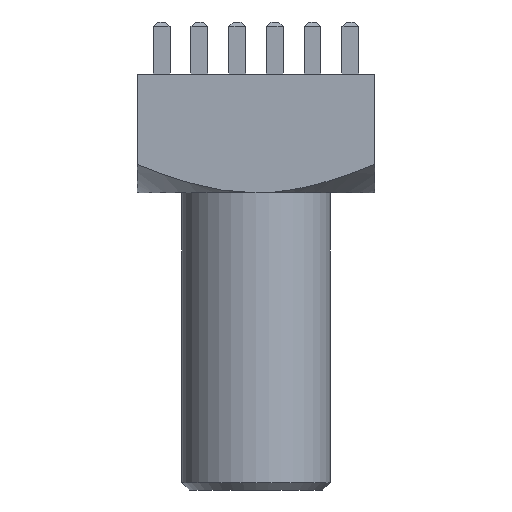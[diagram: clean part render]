
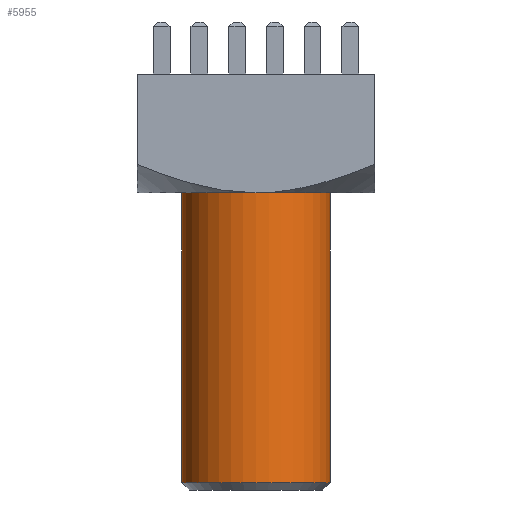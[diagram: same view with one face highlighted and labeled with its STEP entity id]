
A CAD part, front view. The second image highlights one B-rep face of the part: STEP entity #5955.
In plain terms, the highlighted cylindrical face has radius 5 mm (diameter 10 mm), a partial arc.
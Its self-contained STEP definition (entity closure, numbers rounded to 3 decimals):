
#435 = VECTOR ( 'NONE', #3762, 1000. ) ;
#436 = VECTOR ( 'NONE', #3756, 1000. ) ;
#872 = CIRCLE ( 'NONE', #874, 5. ) ;
#874 = AXIS2_PLACEMENT_3D ( 'NONE', #8433, #8434, #8435 ) ;
#1259 = ORIENTED_EDGE ( 'NONE', *, *, #2566, .T. ) ;
#1260 = ORIENTED_EDGE ( 'NONE', *, *, #4748, .T. ) ;
#1261 = ORIENTED_EDGE ( 'NONE', *, *, #2738, .T. ) ;
#1262 = ORIENTED_EDGE ( 'NONE', *, *, #4750, .F. ) ;
#1429 = EDGE_LOOP ( 'NONE', ( #1262, #1261, #1260, #1259 ) ) ;
#2317 = CARTESIAN_POINT ( 'NONE',  ( 5., 0., 0. ) ) ;
#2320 = CARTESIAN_POINT ( 'NONE',  ( -5., 0., 0. ) ) ;
#2321 = CARTESIAN_POINT ( 'NONE',  ( 5., 0., -19.5 ) ) ;
#2325 = CARTESIAN_POINT ( 'NONE',  ( -5., 0., -19.5 ) ) ;
#2566 = EDGE_CURVE ( 'NONE', #4500, #4502, #9017, .T. ) ;
#2738 = EDGE_CURVE ( 'NONE', #4506, #4503, #872, .T. ) ;
#3740 = LINE ( 'NONE', #3761, #435 ) ;
#3754 = LINE ( 'NONE', #3755, #436 ) ;
#3755 = CARTESIAN_POINT ( 'NONE',  ( 5., 0., -20. ) ) ;
#3756 = DIRECTION ( 'NONE',  ( 0., 0., 1. ) ) ;
#3761 = CARTESIAN_POINT ( 'NONE',  ( -5., 0., -20. ) ) ;
#3762 = DIRECTION ( 'NONE',  ( 0., 0., 1. ) ) ;
#4500 = VERTEX_POINT ( 'NONE', #2317 ) ;
#4502 = VERTEX_POINT ( 'NONE', #2320 ) ;
#4503 = VERTEX_POINT ( 'NONE', #2321 ) ;
#4506 = VERTEX_POINT ( 'NONE', #2325 ) ;
#4748 = EDGE_CURVE ( 'NONE', #4503, #4500, #3754, .T. ) ;
#4750 = EDGE_CURVE ( 'NONE', #4506, #4502, #3740, .T. ) ;
#4893 = CARTESIAN_POINT ( 'NONE',  ( 0., 0., 0. ) ) ;
#4894 = DIRECTION ( 'NONE',  ( 0., 0., -1. ) ) ;
#4895 = DIRECTION ( 'NONE',  ( -1., 0., 0. ) ) ;
#5955 = ADVANCED_FACE ( 'NONE', ( #7937 ), #7939, .T. ) ;
#6448 = AXIS2_PLACEMENT_3D ( 'NONE', #7938, #7927, #7940 ) ;
#7927 = DIRECTION ( 'NONE',  ( 0., 0., 1. ) ) ;
#7937 = FACE_OUTER_BOUND ( 'NONE', #1429, .T. ) ;
#7938 = CARTESIAN_POINT ( 'NONE',  ( 0., 0., -20. ) ) ;
#7939 = CYLINDRICAL_SURFACE ( 'NONE', #6448, 5. ) ;
#7940 = DIRECTION ( 'NONE',  ( 1., 0., 0. ) ) ;
#8433 = CARTESIAN_POINT ( 'NONE',  ( 0., 0., -19.5 ) ) ;
#8434 = DIRECTION ( 'NONE',  ( 0., 0., 1. ) ) ;
#8435 = DIRECTION ( 'NONE',  ( -1., 0., 0. ) ) ;
#9009 = AXIS2_PLACEMENT_3D ( 'NONE', #4893, #4894, #4895 ) ;
#9017 = CIRCLE ( 'NONE', #9009, 5. ) ;
